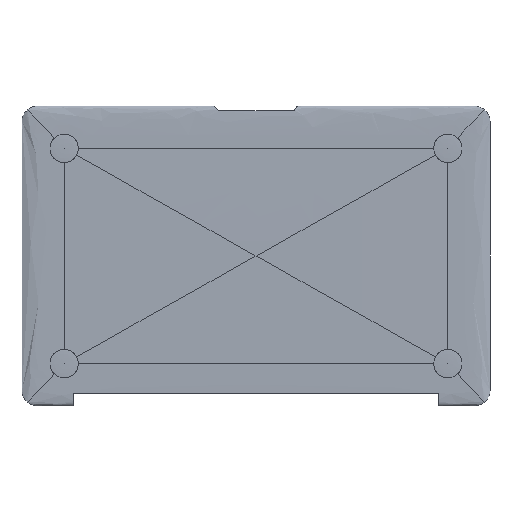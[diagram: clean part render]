
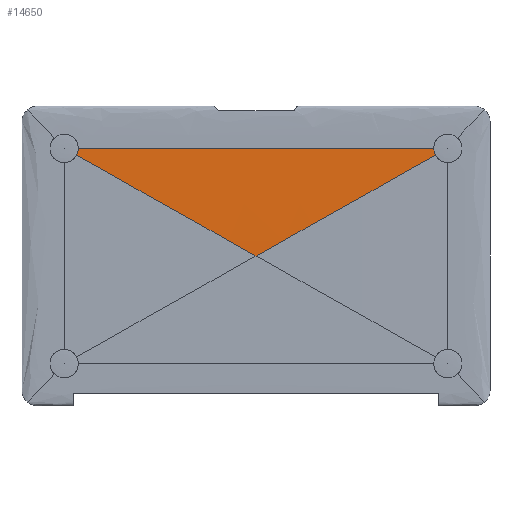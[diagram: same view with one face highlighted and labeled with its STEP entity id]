
A CAD part, front view. The second image highlights one B-rep face of the part: STEP entity #14650.
In plain terms, the highlighted free-form (B-spline) face has degree [2, 1] with [3, 2] control points.
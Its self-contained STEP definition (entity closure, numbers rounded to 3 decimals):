
#140=(
BOUNDED_SURFACE()
B_SPLINE_SURFACE(2,1,((#24106,#24107),(#24108,#24109),(#24110,#24111)),
 .UNSPECIFIED.,.F.,.F.,.F.)
B_SPLINE_SURFACE_WITH_KNOTS((3,3),(2,2),(0.,13.8),(0.,30.),
 .UNSPECIFIED.)
GEOMETRIC_REPRESENTATION_ITEM()
RATIONAL_B_SPLINE_SURFACE(((1.,1.),(3.,3.),(1.,1.)))
REPRESENTATION_ITEM('')
SURFACE()
);
#170=B_SPLINE_CURVE_WITH_KNOTS('',3,(#24041,#24042,#24043,#24044,#24045,
#24046,#24047,#24048,#24049,#24050),.UNSPECIFIED.,.F.,.F.,(4,2,2,2,4),(-15.687,
-7.148,-0.711,0.,0.048),
 .UNSPECIFIED.);
#173=B_SPLINE_CURVE_WITH_KNOTS('',3,(#24079,#24080,#24081,#24082,#24083,
#24084,#24085,#24086,#24087,#24088),.UNSPECIFIED.,.F.,.F.,(4,2,2,2,4),(-11.053,
-11.019,-10.52,-5.998,0.),.UNSPECIFIED.);
#1591=FACE_OUTER_BOUND('',#2500,.T.);
#2500=EDGE_LOOP('',(#11290,#11291,#11292));
#3648=LINE('',#24004,#5082);
#5082=VECTOR('',#18608,10.);
#6499=VERTEX_POINT('',#23992);
#6500=VERTEX_POINT('',#24003);
#6502=VERTEX_POINT('',#24040);
#8235=EDGE_CURVE('',#6500,#6499,#3648,.T.);
#8240=EDGE_CURVE('',#6500,#6502,#170,.T.);
#8244=EDGE_CURVE('',#6502,#6499,#173,.T.);
#11290=ORIENTED_EDGE('',*,*,#8240,.F.);
#11291=ORIENTED_EDGE('',*,*,#8235,.T.);
#11292=ORIENTED_EDGE('',*,*,#8244,.F.);
#14650=ADVANCED_FACE('',(#1591),#140,.T.);
#18608=DIRECTION('',(-1.,0.,0.));
#23992=CARTESIAN_POINT('',(27.,-2.,-27.));
#24003=CARTESIAN_POINT('',(273.,-2.,-27.));
#24004=CARTESIAN_POINT('',(300.,-2.,-27.));
#24040=CARTESIAN_POINT('',(150.,-2.375,-96.));
#24041=CARTESIAN_POINT('Ctrl Pts',(273.,-2.,-27.));
#24042=CARTESIAN_POINT('Ctrl Pts',(255.562,-2.071,-36.782));
#24043=CARTESIAN_POINT('Ctrl Pts',(232.04,-2.165,-49.978));
#24044=CARTESIAN_POINT('Ctrl Pts',(198.896,-2.283,-68.571));
#24045=CARTESIAN_POINT('Ctrl Pts',(175.323,-2.361,-81.795));
#24046=CARTESIAN_POINT('Ctrl Pts',(154.543,-2.374,-93.451));
#24047=CARTESIAN_POINT('Ctrl Pts',(152.483,-2.375,-94.607));
#24048=CARTESIAN_POINT('Ctrl Pts',(150.277,-2.375,-95.845));
#24049=CARTESIAN_POINT('Ctrl Pts',(150.139,-2.375,-95.922));
#24050=CARTESIAN_POINT('Ctrl Pts',(150.,-2.375,-96.));
#24079=CARTESIAN_POINT('Ctrl Pts',(150.,-2.375,-96.));
#24080=CARTESIAN_POINT('Ctrl Pts',(149.861,-2.375,-95.922));
#24081=CARTESIAN_POINT('Ctrl Pts',(149.723,-2.375,-95.845));
#24082=CARTESIAN_POINT('Ctrl Pts',(147.517,-2.375,-94.607));
#24083=CARTESIAN_POINT('Ctrl Pts',(145.457,-2.374,-93.451));
#24084=CARTESIAN_POINT('Ctrl Pts',(124.677,-2.361,-81.795));
#24085=CARTESIAN_POINT('Ctrl Pts',(101.104,-2.283,-68.571));
#24086=CARTESIAN_POINT('Ctrl Pts',(67.96,-2.165,-49.978));
#24087=CARTESIAN_POINT('Ctrl Pts',(44.438,-2.071,-36.782));
#24088=CARTESIAN_POINT('Ctrl Pts',(27.,-2.,-27.));
#24106=CARTESIAN_POINT('Ctrl Pts',(300.,-2.,-165.));
#24107=CARTESIAN_POINT('Ctrl Pts',(0.,-2.,-165.));
#24108=CARTESIAN_POINT('Ctrl Pts',(300.,-2.5,-96.));
#24109=CARTESIAN_POINT('Ctrl Pts',(0.,-2.5,-96.));
#24110=CARTESIAN_POINT('Ctrl Pts',(300.,-2.,-27.));
#24111=CARTESIAN_POINT('Ctrl Pts',(0.,-2.,-27.));
